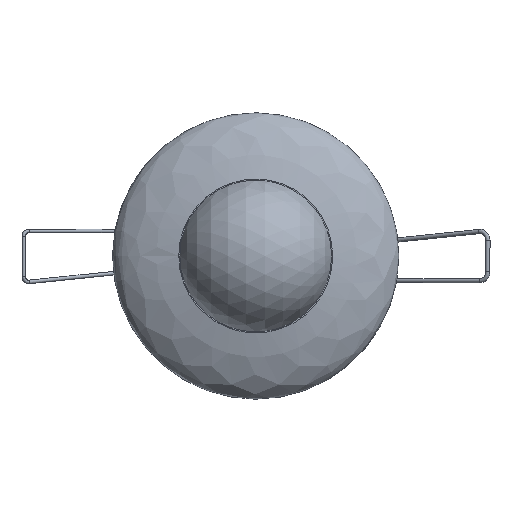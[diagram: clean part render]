
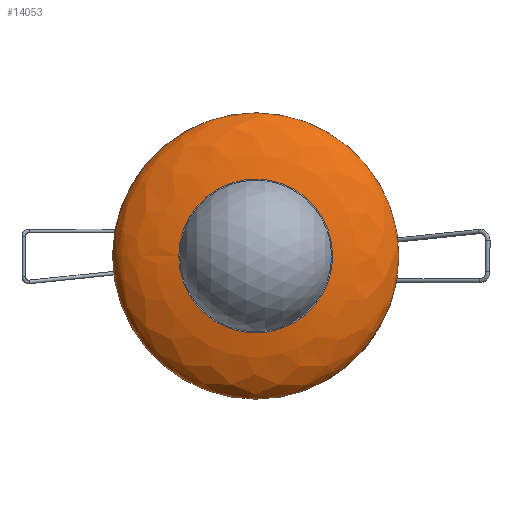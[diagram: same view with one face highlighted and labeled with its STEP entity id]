
A CAD part, front view. The second image highlights one B-rep face of the part: STEP entity #14053.
In plain terms, the highlighted free-form (B-spline) face has degree [3, 2] with [4, 9] control points.
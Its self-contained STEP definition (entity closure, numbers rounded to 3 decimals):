
#25=(
BOUNDED_SURFACE()
B_SPLINE_SURFACE(3,2,((#21953,#21954,#21955,#21956,#21957,#21958,#21959,
#21960,#21961),(#21962,#21963,#21964,#21965,#21966,#21967,#21968,#21969,
#21970),(#21971,#21972,#21973,#21974,#21975,#21976,#21977,#21978,#21979),
(#21980,#21981,#21982,#21983,#21984,#21985,#21986,#21987,#21988)),
 .UNSPECIFIED.,.F.,.T.,.F.)
B_SPLINE_SURFACE_WITH_KNOTS((4,4),(3,2,2,2,3),(-1.,0.),(0.,1.571,
3.142,4.712,6.283),.UNSPECIFIED.)
GEOMETRIC_REPRESENTATION_ITEM()
RATIONAL_B_SPLINE_SURFACE(((1.,0.707,1.,0.707,1.,
0.707,1.,0.707,1.),(1.,0.707,1.,0.707,
1.,0.707,1.,0.707,1.),(1.,0.707,1.,
0.707,1.,0.707,1.,0.707,1.),(1.,0.707,
1.,0.707,1.,0.707,1.,0.707,1.)))
REPRESENTATION_ITEM('')
SURFACE()
);
#2807=B_SPLINE_CURVE_WITH_KNOTS('',3,(#21990,#21991,#21992,#21993),
 .UNSPECIFIED.,.F.,.F.,(4,4),(0.,1.),.UNSPECIFIED.);
#4097=FACE_OUTER_BOUND('',#4929,.T.);
#4929=EDGE_LOOP('',(#10108,#10109,#10110,#10111));
#5667=CIRCLE('',#14937,21.5);
#5672=CIRCLE('',#15034,40.);
#6136=VERTEX_POINT('',#21678);
#6215=VERTEX_POINT('',#21989);
#7545=EDGE_CURVE('',#6136,#6136,#5667,.T.);
#7681=EDGE_CURVE('',#6136,#6215,#2807,.T.);
#7682=EDGE_CURVE('',#6215,#6215,#5672,.T.);
#10108=ORIENTED_EDGE('',*,*,#7681,.T.);
#10109=ORIENTED_EDGE('',*,*,#7682,.F.);
#10110=ORIENTED_EDGE('',*,*,#7681,.F.);
#10111=ORIENTED_EDGE('',*,*,#7545,.T.);
#14053=ADVANCED_FACE('',(#4097),#25,.T.);
#14937=AXIS2_PLACEMENT_3D('',#21679,#16574,#16575);
#15034=AXIS2_PLACEMENT_3D('',#21994,#16867,#16868);
#16574=DIRECTION('center_axis',(0.,1.,0.));
#16575=DIRECTION('ref_axis',(-1.,0.,0.003));
#16867=DIRECTION('center_axis',(0.,1.,0.));
#16868=DIRECTION('ref_axis',(-1.,0.,0.003));
#21678=CARTESIAN_POINT('',(-21.5,-10.7,0.055));
#21679=CARTESIAN_POINT('Origin',(0.,-10.7,0.));
#21953=CARTESIAN_POINT('Ctrl Pts',(-40.,-0.2,
0.102));
#21954=CARTESIAN_POINT('Ctrl Pts',(-39.898,-0.2,
40.102));
#21955=CARTESIAN_POINT('Ctrl Pts',(0.102,-0.2,
40.));
#21956=CARTESIAN_POINT('Ctrl Pts',(40.102,-0.2,
39.898));
#21957=CARTESIAN_POINT('Ctrl Pts',(40.,-0.2,
-0.102));
#21958=CARTESIAN_POINT('Ctrl Pts',(39.898,-0.2,
-40.102));
#21959=CARTESIAN_POINT('Ctrl Pts',(-0.102,-0.2,
-40.));
#21960=CARTESIAN_POINT('Ctrl Pts',(-40.102,-0.2,
-39.898));
#21961=CARTESIAN_POINT('Ctrl Pts',(-40.,-0.2,
0.102));
#21962=CARTESIAN_POINT('Ctrl Pts',(-40.,-3.54,0.102));
#21963=CARTESIAN_POINT('Ctrl Pts',(-39.898,-3.54,40.102));
#21964=CARTESIAN_POINT('Ctrl Pts',(0.102,-3.54,
40.));
#21965=CARTESIAN_POINT('Ctrl Pts',(40.102,-3.54,39.898));
#21966=CARTESIAN_POINT('Ctrl Pts',(40.,-3.54,-0.102));
#21967=CARTESIAN_POINT('Ctrl Pts',(39.898,-3.54,-40.102));
#21968=CARTESIAN_POINT('Ctrl Pts',(-0.102,-3.54,
-40.));
#21969=CARTESIAN_POINT('Ctrl Pts',(-40.102,-3.54,-39.898));
#21970=CARTESIAN_POINT('Ctrl Pts',(-40.,-3.54,0.102));
#21971=CARTESIAN_POINT('Ctrl Pts',(-36.917,-7.369,
0.094));
#21972=CARTESIAN_POINT('Ctrl Pts',(-36.822,-7.369,37.011));
#21973=CARTESIAN_POINT('Ctrl Pts',(0.094,-7.369,
36.917));
#21974=CARTESIAN_POINT('Ctrl Pts',(37.011,-7.369,36.822));
#21975=CARTESIAN_POINT('Ctrl Pts',(36.917,-7.369,-0.094));
#21976=CARTESIAN_POINT('Ctrl Pts',(36.822,-7.369,-37.011));
#21977=CARTESIAN_POINT('Ctrl Pts',(-0.094,-7.369,
-36.917));
#21978=CARTESIAN_POINT('Ctrl Pts',(-37.011,-7.369,-36.822));
#21979=CARTESIAN_POINT('Ctrl Pts',(-36.917,-7.369,
0.094));
#21980=CARTESIAN_POINT('Ctrl Pts',(-21.5,-10.7,0.055));
#21981=CARTESIAN_POINT('Ctrl Pts',(-21.445,-10.7,21.555));
#21982=CARTESIAN_POINT('Ctrl Pts',(0.055,-10.7,21.5));
#21983=CARTESIAN_POINT('Ctrl Pts',(21.555,-10.7,21.445));
#21984=CARTESIAN_POINT('Ctrl Pts',(21.5,-10.7,-0.055));
#21985=CARTESIAN_POINT('Ctrl Pts',(21.445,-10.7,-21.555));
#21986=CARTESIAN_POINT('Ctrl Pts',(-0.055,-10.7,-21.5));
#21987=CARTESIAN_POINT('Ctrl Pts',(-21.555,-10.7,-21.445));
#21988=CARTESIAN_POINT('Ctrl Pts',(-21.5,-10.7,0.055));
#21989=CARTESIAN_POINT('',(-40.,-0.2,0.102));
#21990=CARTESIAN_POINT('Ctrl Pts',(-21.5,-10.7,0.055));
#21991=CARTESIAN_POINT('Ctrl Pts',(-36.917,-7.369,
0.094));
#21992=CARTESIAN_POINT('Ctrl Pts',(-40.,-3.54,0.102));
#21993=CARTESIAN_POINT('Ctrl Pts',(-40.,-0.2,
0.102));
#21994=CARTESIAN_POINT('Origin',(0.,-0.2,0.));
